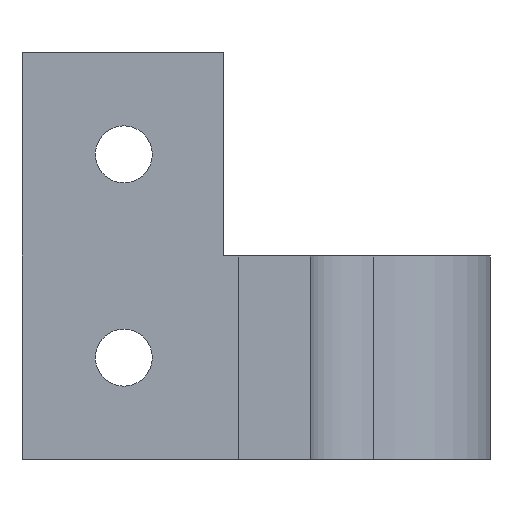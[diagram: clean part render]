
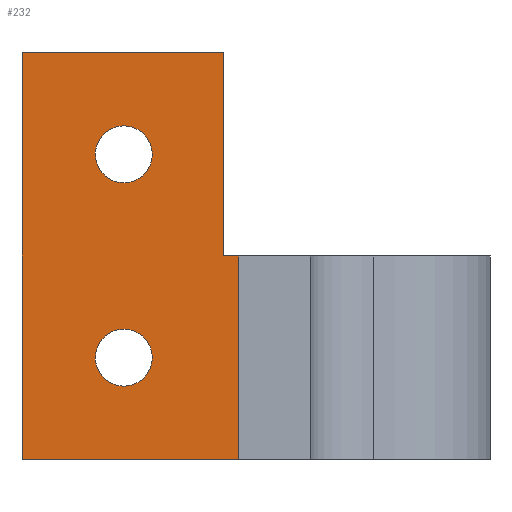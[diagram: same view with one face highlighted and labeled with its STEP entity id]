
A CAD part, left-side view. The second image highlights one B-rep face of the part: STEP entity #232.
In plain terms, the highlighted planar face has unit normal (-1, 0, 0).
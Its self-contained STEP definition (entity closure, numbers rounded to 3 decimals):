
#118=CARTESIAN_POINT('',(479.682,1522.92,-17.016));
#119=VERTEX_POINT('',#118);
#134=CARTESIAN_POINT('',(479.682,1520.12,-14.216));
#135=VERTEX_POINT('',#134);
#136=CARTESIAN_POINT('',(479.682,1520.12,-17.016));
#137=DIRECTION('',(1.,0.,-0.));
#138=DIRECTION('',(0.,0.,1.));
#139=AXIS2_PLACEMENT_3D('',#136,#137,#138);
#140=CIRCLE('',#139,2.8);
#141=EDGE_CURVE('',#135,#119,#140,.T.);
#143=CARTESIAN_POINT('',(479.682,1520.12,-17.016));
#144=DIRECTION('',(1.,0.,-0.));
#145=DIRECTION('',(0.,0.,1.));
#146=AXIS2_PLACEMENT_3D('',#143,#144,#145);
#147=CIRCLE('',#146,2.8);
#148=EDGE_CURVE('',#119,#135,#147,.T.);
#153=CARTESIAN_POINT('',(479.682,1520.218,-27.016));
#154=DIRECTION('',(1.,0.,-0.));
#155=DIRECTION('',(-0.,1.,-0.));
#156=AXIS2_PLACEMENT_3D('',#153,#154,#155);
#157=PLANE('',#156);
#158=ORIENTED_EDGE('',*,*,#141,.T.);
#159=ORIENTED_EDGE('',*,*,#148,.T.);
#160=EDGE_LOOP('',(#158,#159));
#161=FACE_BOUND('',#160,.T.);
#162=CARTESIAN_POINT('',(479.682,1510.303,-7.016));
#163=VERTEX_POINT('',#162);
#164=CARTESIAN_POINT('',(479.682,1530.133,-7.016));
#165=VERTEX_POINT('',#164);
#166=CARTESIAN_POINT('',(479.682,1510.303,-7.016));
#167=DIRECTION('',(-0.,1.,-0.));
#168=VECTOR('',#167,19.831);
#169=LINE('',#166,#168);
#170=EDGE_CURVE('',#163,#165,#169,.T.);
#171=ORIENTED_EDGE('',*,*,#170,.T.);
#172=CARTESIAN_POINT('',(479.682,1530.133,-47.016));
#173=VERTEX_POINT('',#172);
#174=CARTESIAN_POINT('',(479.682,1530.133,-47.016));
#175=DIRECTION('',(0.,0.,1.));
#176=VECTOR('',#175,40.);
#177=LINE('',#174,#176);
#178=EDGE_CURVE('',#173,#165,#177,.T.);
#179=ORIENTED_EDGE('',*,*,#178,.F.);
#180=CARTESIAN_POINT('',(479.682,1508.803,-47.016));
#181=VERTEX_POINT('',#180);
#182=CARTESIAN_POINT('',(479.682,1508.803,-47.016));
#183=DIRECTION('',(-0.,1.,-0.));
#184=VECTOR('',#183,21.331);
#185=LINE('',#182,#184);
#186=EDGE_CURVE('',#181,#173,#185,.T.);
#187=ORIENTED_EDGE('',*,*,#186,.F.);
#188=CARTESIAN_POINT('',(479.682,1508.803,-27.016));
#189=VERTEX_POINT('',#188);
#190=CARTESIAN_POINT('',(479.682,1508.803,-47.016));
#191=DIRECTION('',(0.,0.,1.));
#192=VECTOR('',#191,20.);
#193=LINE('',#190,#192);
#194=EDGE_CURVE('',#181,#189,#193,.T.);
#195=ORIENTED_EDGE('',*,*,#194,.T.);
#196=CARTESIAN_POINT('',(479.682,1510.303,-27.016));
#197=VERTEX_POINT('',#196);
#198=CARTESIAN_POINT('',(479.682,1510.303,-27.016));
#199=DIRECTION('',(0.,-1.,0.));
#200=VECTOR('',#199,1.5);
#201=LINE('',#198,#200);
#202=EDGE_CURVE('',#197,#189,#201,.T.);
#203=ORIENTED_EDGE('',*,*,#202,.F.);
#204=CARTESIAN_POINT('',(479.682,1510.303,-27.016));
#205=DIRECTION('',(0.,0.,1.));
#206=VECTOR('',#205,20.);
#207=LINE('',#204,#206);
#208=EDGE_CURVE('',#197,#163,#207,.T.);
#209=ORIENTED_EDGE('',*,*,#208,.T.);
#210=EDGE_LOOP('',(#171,#179,#187,#195,#203,#209));
#211=FACE_BOUND('',#210,.T.);
#212=CARTESIAN_POINT('',(479.682,1520.12,-34.216));
#213=VERTEX_POINT('',#212);
#214=CARTESIAN_POINT('',(479.682,1522.92,-37.016));
#215=VERTEX_POINT('',#214);
#216=CARTESIAN_POINT('',(479.682,1520.12,-37.016));
#217=DIRECTION('',(1.,0.,-0.));
#218=DIRECTION('',(0.,0.,1.));
#219=AXIS2_PLACEMENT_3D('',#216,#217,#218);
#220=CIRCLE('',#219,2.8);
#221=EDGE_CURVE('',#213,#215,#220,.T.);
#222=ORIENTED_EDGE('',*,*,#221,.T.);
#223=CARTESIAN_POINT('',(479.682,1520.12,-37.016));
#224=DIRECTION('',(1.,0.,-0.));
#225=DIRECTION('',(0.,0.,1.));
#226=AXIS2_PLACEMENT_3D('',#223,#224,#225);
#227=CIRCLE('',#226,2.8);
#228=EDGE_CURVE('',#215,#213,#227,.T.);
#229=ORIENTED_EDGE('',*,*,#228,.T.);
#230=EDGE_LOOP('',(#222,#229));
#231=FACE_BOUND('',#230,.T.);
#232=ADVANCED_FACE('',(#161,#211,#231),#157,.F.);
